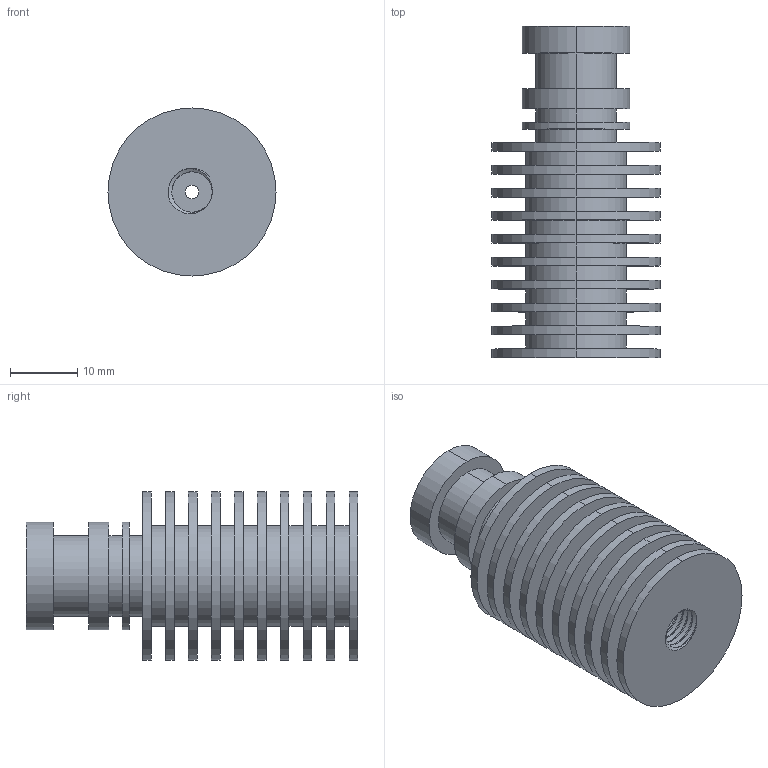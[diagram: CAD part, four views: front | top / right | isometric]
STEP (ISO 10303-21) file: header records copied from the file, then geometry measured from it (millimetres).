
FILE_DESCRIPTION (( 'STEP AP203' ), '1' );
FILE_NAME ('1- e3d - my design.STEP', '2022-05-13T21:26:29', ( '' ), ( '' ), 'SwSTEP 2.0', 'SolidWorks 2016', '' );
FILE_SCHEMA (( 'CONFIG_CONTROL_DESIGN' ));
Length unit declared in the file: millimetre
Products named in the file (1): 1- e3d - my design
Bounding box: 25 x 49.3 x 25 mm (x, y, z)
Volume: 11116.1 mm3; surface area: 11011.9 mm2
Topology: 1 solids, 1 shells, 149 faces, 359 edges, 237 vertices
Faces by surface type: cylinder 111, plane 29, bspline 7, cone 2
Entity records: 9653 total; most frequent: CARTESIAN_POINT 6394, ORIENTED_EDGE 718, DIRECTION 620, EDGE_CURVE 359, AXIS2_PLACEMENT_3D 252, VERTEX_POINT 237, EDGE_LOOP 176, FACE_OUTER_BOUND 149
